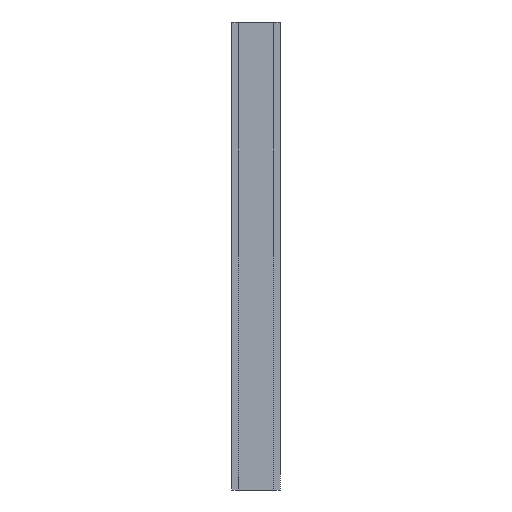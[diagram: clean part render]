
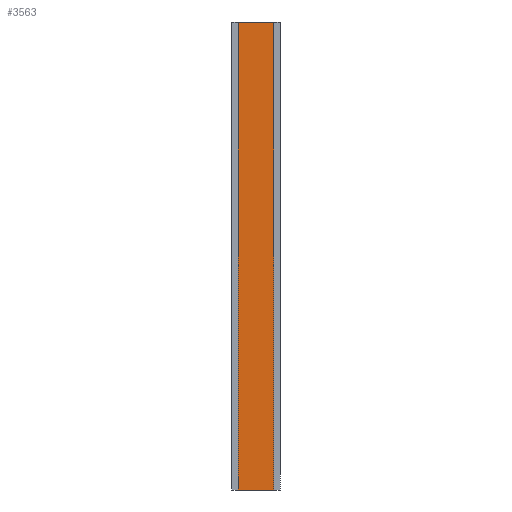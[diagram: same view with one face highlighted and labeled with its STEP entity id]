
A CAD part, left-side view. The second image highlights one B-rep face of the part: STEP entity #3563.
In plain terms, the highlighted planar face has unit normal (-1, 0, 0).
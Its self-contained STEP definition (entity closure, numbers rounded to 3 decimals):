
#46 = VECTOR ( 'NONE', #1403, 1000. ) ;
#198 = FACE_OUTER_BOUND ( 'NONE', #1526, .T. ) ;
#344 = LINE ( 'NONE', #2629, #2189 ) ;
#367 = DIRECTION ( 'NONE',  ( 0., 0., -1. ) ) ;
#704 = VERTEX_POINT ( 'NONE', #3337 ) ;
#1066 = VECTOR ( 'NONE', #3028, 1000. ) ;
#1108 = DIRECTION ( 'NONE',  ( 0., -1., 0. ) ) ;
#1143 = LINE ( 'NONE', #2988, #1733 ) ;
#1378 = DIRECTION ( 'NONE',  ( 0., 0., 1. ) ) ;
#1403 = DIRECTION ( 'NONE',  ( 0., 0., 1. ) ) ;
#1421 = VERTEX_POINT ( 'NONE', #3320 ) ;
#1433 = CARTESIAN_POINT ( 'NONE',  ( -3.5, 0.52, -2.9 ) ) ;
#1507 = PLANE ( 'NONE',  #3797 ) ;
#1526 = EDGE_LOOP ( 'NONE', ( #3381, #2745, #4059, #3013 ) ) ;
#1665 = VERTEX_POINT ( 'NONE', #1853 ) ;
#1703 = LINE ( 'NONE', #1433, #46 ) ;
#1733 = VECTOR ( 'NONE', #1108, 1000. ) ;
#1741 = CARTESIAN_POINT ( 'NONE',  ( -3.5, 0.52, -2.9 ) ) ;
#1853 = CARTESIAN_POINT ( 'NONE',  ( -3.5, 0.08, 2.9 ) ) ;
#1895 = CARTESIAN_POINT ( 'NONE',  ( -3.5, 0.52, -2.9 ) ) ;
#2059 = EDGE_CURVE ( 'NONE', #704, #3006, #1703, .T. ) ;
#2189 = VECTOR ( 'NONE', #1378, 1000. ) ;
#2629 = CARTESIAN_POINT ( 'NONE',  ( -3.5, 0.08, -2.9 ) ) ;
#2680 = LINE ( 'NONE', #1741, #1066 ) ;
#2745 = ORIENTED_EDGE ( 'NONE', *, *, #3077, .F. ) ;
#2988 = CARTESIAN_POINT ( 'NONE',  ( -3.5, 0.52, 2.9 ) ) ;
#3006 = VERTEX_POINT ( 'NONE', #3403 ) ;
#3013 = ORIENTED_EDGE ( 'NONE', *, *, #3940, .T. ) ;
#3028 = DIRECTION ( 'NONE',  ( 0., -1., 0. ) ) ;
#3077 = EDGE_CURVE ( 'NONE', #3006, #1665, #1143, .T. ) ;
#3320 = CARTESIAN_POINT ( 'NONE',  ( -3.5, 0.08, -2.9 ) ) ;
#3337 = CARTESIAN_POINT ( 'NONE',  ( -3.5, 0.52, -2.9 ) ) ;
#3381 = ORIENTED_EDGE ( 'NONE', *, *, #3720, .T. ) ;
#3403 = CARTESIAN_POINT ( 'NONE',  ( -3.5, 0.52, 2.9 ) ) ;
#3563 = ADVANCED_FACE ( 'NONE', ( #198 ), #1507, .F. ) ;
#3720 = EDGE_CURVE ( 'NONE', #1421, #1665, #344, .T. ) ;
#3797 = AXIS2_PLACEMENT_3D ( 'NONE', #1895, #3811, #367 ) ;
#3811 = DIRECTION ( 'NONE',  ( 1., 0., 0. ) ) ;
#3940 = EDGE_CURVE ( 'NONE', #704, #1421, #2680, .T. ) ;
#4059 = ORIENTED_EDGE ( 'NONE', *, *, #2059, .F. ) ;
